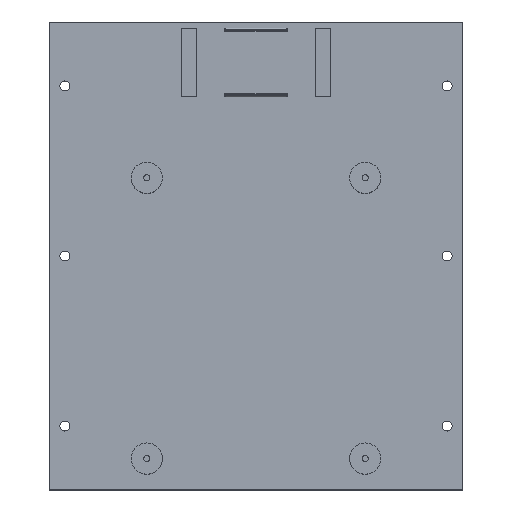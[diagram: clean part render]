
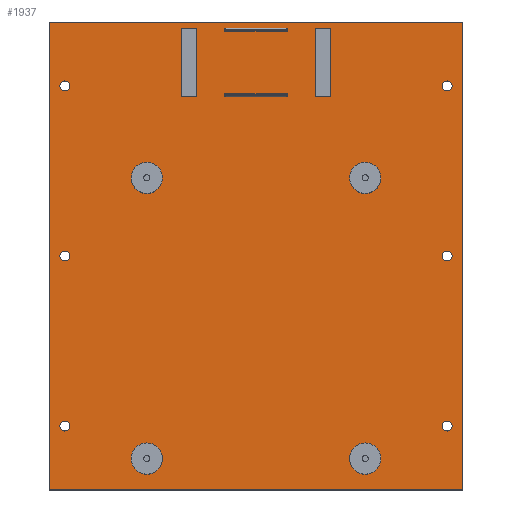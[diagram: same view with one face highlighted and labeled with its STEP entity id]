
A CAD part, top view. The second image highlights one B-rep face of the part: STEP entity #1937.
In plain terms, the highlighted planar face has unit normal (0, 0, 1).
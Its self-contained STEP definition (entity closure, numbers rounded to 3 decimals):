
#1838 = VERTEX_POINT('',#1839);
#1839 = CARTESIAN_POINT('',(56.25,-24.,3.));
#1856 = VERTEX_POINT('',#1857);
#1857 = CARTESIAN_POINT('',(56.25,-23.,3.));
#1863 = EDGE_CURVE('',#1838,#1856,#1864,.T.);
#1864 = LINE('',#1865,#1866);
#1865 = CARTESIAN_POINT('',(56.25,-24.,3.));
#1866 = VECTOR('',#1867,1.);
#1867 = DIRECTION('',(0.,1.,0.));
#1878 = VERTEX_POINT('',#1879);
#1879 = CARTESIAN_POINT('',(76.25,-24.,3.));
#1894 = EDGE_CURVE('',#1878,#1838,#1895,.T.);
#1895 = LINE('',#1896,#1897);
#1896 = CARTESIAN_POINT('',(76.25,-24.,3.));
#1897 = VECTOR('',#1898,1.);
#1898 = DIRECTION('',(-1.,0.,0.));
#1937 = ADVANCED_FACE('',(#1938,#1972,#1983,#1994,#2005,#2016,#2027,
    #2038,#2049,#2060,#2071,#2089,#2123),#2134,.T.);
#1938 = FACE_BOUND('',#1939,.T.);
#1939 = EDGE_LOOP('',(#1940,#1950,#1958,#1966));
#1940 = ORIENTED_EDGE('',*,*,#1941,.F.);
#1941 = EDGE_CURVE('',#1942,#1944,#1946,.T.);
#1942 = VERTEX_POINT('',#1943);
#1943 = CARTESIAN_POINT('',(0.,0.,3.));
#1944 = VERTEX_POINT('',#1945);
#1945 = CARTESIAN_POINT('',(132.5,0.,3.));
#1946 = LINE('',#1947,#1948);
#1947 = CARTESIAN_POINT('',(0.,0.,3.));
#1948 = VECTOR('',#1949,1.);
#1949 = DIRECTION('',(1.,0.,0.));
#1950 = ORIENTED_EDGE('',*,*,#1951,.F.);
#1951 = EDGE_CURVE('',#1952,#1942,#1954,.T.);
#1952 = VERTEX_POINT('',#1953);
#1953 = CARTESIAN_POINT('',(0.,-150.,3.));
#1954 = LINE('',#1955,#1956);
#1955 = CARTESIAN_POINT('',(0.,-150.,3.));
#1956 = VECTOR('',#1957,1.);
#1957 = DIRECTION('',(0.,1.,0.));
#1958 = ORIENTED_EDGE('',*,*,#1959,.F.);
#1959 = EDGE_CURVE('',#1960,#1952,#1962,.T.);
#1960 = VERTEX_POINT('',#1961);
#1961 = CARTESIAN_POINT('',(132.5,-150.,3.));
#1962 = LINE('',#1963,#1964);
#1963 = CARTESIAN_POINT('',(132.5,-150.,3.));
#1964 = VECTOR('',#1965,1.);
#1965 = DIRECTION('',(-1.,0.,0.));
#1966 = ORIENTED_EDGE('',*,*,#1967,.F.);
#1967 = EDGE_CURVE('',#1944,#1960,#1968,.T.);
#1968 = LINE('',#1969,#1970);
#1969 = CARTESIAN_POINT('',(132.5,0.,3.));
#1970 = VECTOR('',#1971,1.);
#1971 = DIRECTION('',(0.,-1.,0.));
#1972 = FACE_BOUND('',#1973,.T.);
#1973 = EDGE_LOOP('',(#1974));
#1974 = ORIENTED_EDGE('',*,*,#1975,.F.);
#1975 = EDGE_CURVE('',#1976,#1976,#1978,.T.);
#1976 = VERTEX_POINT('',#1977);
#1977 = CARTESIAN_POINT('',(6.6,-129.5,3.));
#1978 = CIRCLE('',#1979,1.6);
#1979 = AXIS2_PLACEMENT_3D('',#1980,#1981,#1982);
#1980 = CARTESIAN_POINT('',(5.,-129.5,3.));
#1981 = DIRECTION('',(0.,0.,1.));
#1982 = DIRECTION('',(1.,0.,0.));
#1983 = FACE_BOUND('',#1984,.T.);
#1984 = EDGE_LOOP('',(#1985));
#1985 = ORIENTED_EDGE('',*,*,#1986,.F.);
#1986 = EDGE_CURVE('',#1987,#1987,#1989,.T.);
#1987 = VERTEX_POINT('',#1988);
#1988 = CARTESIAN_POINT('',(36.25,-140.,3.));
#1989 = CIRCLE('',#1990,5.);
#1990 = AXIS2_PLACEMENT_3D('',#1991,#1992,#1993);
#1991 = CARTESIAN_POINT('',(31.25,-140.,3.));
#1992 = DIRECTION('',(0.,0.,1.));
#1993 = DIRECTION('',(1.,0.,0.));
#1994 = FACE_BOUND('',#1995,.T.);
#1995 = EDGE_LOOP('',(#1996));
#1996 = ORIENTED_EDGE('',*,*,#1997,.F.);
#1997 = EDGE_CURVE('',#1998,#1998,#2000,.T.);
#1998 = VERTEX_POINT('',#1999);
#1999 = CARTESIAN_POINT('',(6.6,-75.,3.));
#2000 = CIRCLE('',#2001,1.6);
#2001 = AXIS2_PLACEMENT_3D('',#2002,#2003,#2004);
#2002 = CARTESIAN_POINT('',(5.,-75.,3.));
#2003 = DIRECTION('',(0.,0.,1.));
#2004 = DIRECTION('',(1.,0.,0.));
#2005 = FACE_BOUND('',#2006,.T.);
#2006 = EDGE_LOOP('',(#2007));
#2007 = ORIENTED_EDGE('',*,*,#2008,.F.);
#2008 = EDGE_CURVE('',#2009,#2009,#2011,.T.);
#2009 = VERTEX_POINT('',#2010);
#2010 = CARTESIAN_POINT('',(106.25,-140.,3.));
#2011 = CIRCLE('',#2012,5.);
#2012 = AXIS2_PLACEMENT_3D('',#2013,#2014,#2015);
#2013 = CARTESIAN_POINT('',(101.25,-140.,3.));
#2014 = DIRECTION('',(0.,0.,1.));
#2015 = DIRECTION('',(1.,0.,0.));
#2016 = FACE_BOUND('',#2017,.T.);
#2017 = EDGE_LOOP('',(#2018));
#2018 = ORIENTED_EDGE('',*,*,#2019,.F.);
#2019 = EDGE_CURVE('',#2020,#2020,#2022,.T.);
#2020 = VERTEX_POINT('',#2021);
#2021 = CARTESIAN_POINT('',(129.1,-129.5,3.));
#2022 = CIRCLE('',#2023,1.6);
#2023 = AXIS2_PLACEMENT_3D('',#2024,#2025,#2026);
#2024 = CARTESIAN_POINT('',(127.5,-129.5,3.));
#2025 = DIRECTION('',(0.,0.,1.));
#2026 = DIRECTION('',(1.,0.,0.));
#2027 = FACE_BOUND('',#2028,.T.);
#2028 = EDGE_LOOP('',(#2029));
#2029 = ORIENTED_EDGE('',*,*,#2030,.F.);
#2030 = EDGE_CURVE('',#2031,#2031,#2033,.T.);
#2031 = VERTEX_POINT('',#2032);
#2032 = CARTESIAN_POINT('',(129.1,-75.,3.));
#2033 = CIRCLE('',#2034,1.6);
#2034 = AXIS2_PLACEMENT_3D('',#2035,#2036,#2037);
#2035 = CARTESIAN_POINT('',(127.5,-75.,3.));
#2036 = DIRECTION('',(0.,0.,1.));
#2037 = DIRECTION('',(1.,0.,0.));
#2038 = FACE_BOUND('',#2039,.T.);
#2039 = EDGE_LOOP('',(#2040));
#2040 = ORIENTED_EDGE('',*,*,#2041,.F.);
#2041 = EDGE_CURVE('',#2042,#2042,#2044,.T.);
#2042 = VERTEX_POINT('',#2043);
#2043 = CARTESIAN_POINT('',(36.25,-50.,3.));
#2044 = CIRCLE('',#2045,5.);
#2045 = AXIS2_PLACEMENT_3D('',#2046,#2047,#2048);
#2046 = CARTESIAN_POINT('',(31.25,-50.,3.));
#2047 = DIRECTION('',(0.,0.,1.));
#2048 = DIRECTION('',(1.,0.,0.));
#2049 = FACE_BOUND('',#2050,.T.);
#2050 = EDGE_LOOP('',(#2051));
#2051 = ORIENTED_EDGE('',*,*,#2052,.F.);
#2052 = EDGE_CURVE('',#2053,#2053,#2055,.T.);
#2053 = VERTEX_POINT('',#2054);
#2054 = CARTESIAN_POINT('',(6.6,-20.5,3.));
#2055 = CIRCLE('',#2056,1.6);
#2056 = AXIS2_PLACEMENT_3D('',#2057,#2058,#2059);
#2057 = CARTESIAN_POINT('',(5.,-20.5,3.));
#2058 = DIRECTION('',(0.,0.,1.));
#2059 = DIRECTION('',(1.,0.,0.));
#2060 = FACE_BOUND('',#2061,.T.);
#2061 = EDGE_LOOP('',(#2062));
#2062 = ORIENTED_EDGE('',*,*,#2063,.F.);
#2063 = EDGE_CURVE('',#2064,#2064,#2066,.T.);
#2064 = VERTEX_POINT('',#2065);
#2065 = CARTESIAN_POINT('',(106.25,-50.,3.));
#2066 = CIRCLE('',#2067,5.);
#2067 = AXIS2_PLACEMENT_3D('',#2068,#2069,#2070);
#2068 = CARTESIAN_POINT('',(101.25,-50.,3.));
#2069 = DIRECTION('',(0.,0.,1.));
#2070 = DIRECTION('',(1.,0.,0.));
#2071 = FACE_BOUND('',#2072,.T.);
#2072 = EDGE_LOOP('',(#2073,#2074,#2082,#2088));
#2073 = ORIENTED_EDGE('',*,*,#1863,.T.);
#2074 = ORIENTED_EDGE('',*,*,#2075,.T.);
#2075 = EDGE_CURVE('',#1856,#2076,#2078,.T.);
#2076 = VERTEX_POINT('',#2077);
#2077 = CARTESIAN_POINT('',(76.25,-23.,3.));
#2078 = LINE('',#2079,#2080);
#2079 = CARTESIAN_POINT('',(56.25,-23.,3.));
#2080 = VECTOR('',#2081,1.);
#2081 = DIRECTION('',(1.,0.,0.));
#2082 = ORIENTED_EDGE('',*,*,#2083,.T.);
#2083 = EDGE_CURVE('',#2076,#1878,#2084,.T.);
#2084 = LINE('',#2085,#2086);
#2085 = CARTESIAN_POINT('',(76.25,-23.,3.));
#2086 = VECTOR('',#2087,1.);
#2087 = DIRECTION('',(0.,-1.,0.));
#2088 = ORIENTED_EDGE('',*,*,#1894,.T.);
#2089 = FACE_BOUND('',#2090,.T.);
#2090 = EDGE_LOOP('',(#2091,#2101,#2109,#2117));
#2091 = ORIENTED_EDGE('',*,*,#2092,.T.);
#2092 = EDGE_CURVE('',#2093,#2095,#2097,.T.);
#2093 = VERTEX_POINT('',#2094);
#2094 = CARTESIAN_POINT('',(56.25,-3.,3.));
#2095 = VERTEX_POINT('',#2096);
#2096 = CARTESIAN_POINT('',(56.25,-2.,3.));
#2097 = LINE('',#2098,#2099);
#2098 = CARTESIAN_POINT('',(56.25,-3.,3.));
#2099 = VECTOR('',#2100,1.);
#2100 = DIRECTION('',(0.,1.,0.));
#2101 = ORIENTED_EDGE('',*,*,#2102,.T.);
#2102 = EDGE_CURVE('',#2095,#2103,#2105,.T.);
#2103 = VERTEX_POINT('',#2104);
#2104 = CARTESIAN_POINT('',(76.25,-2.,3.));
#2105 = LINE('',#2106,#2107);
#2106 = CARTESIAN_POINT('',(56.25,-2.,3.));
#2107 = VECTOR('',#2108,1.);
#2108 = DIRECTION('',(1.,0.,0.));
#2109 = ORIENTED_EDGE('',*,*,#2110,.T.);
#2110 = EDGE_CURVE('',#2103,#2111,#2113,.T.);
#2111 = VERTEX_POINT('',#2112);
#2112 = CARTESIAN_POINT('',(76.25,-3.,3.));
#2113 = LINE('',#2114,#2115);
#2114 = CARTESIAN_POINT('',(76.25,-2.,3.));
#2115 = VECTOR('',#2116,1.);
#2116 = DIRECTION('',(0.,-1.,0.));
#2117 = ORIENTED_EDGE('',*,*,#2118,.T.);
#2118 = EDGE_CURVE('',#2111,#2093,#2119,.T.);
#2119 = LINE('',#2120,#2121);
#2120 = CARTESIAN_POINT('',(76.25,-3.,3.));
#2121 = VECTOR('',#2122,1.);
#2122 = DIRECTION('',(-1.,0.,0.));
#2123 = FACE_BOUND('',#2124,.T.);
#2124 = EDGE_LOOP('',(#2125));
#2125 = ORIENTED_EDGE('',*,*,#2126,.F.);
#2126 = EDGE_CURVE('',#2127,#2127,#2129,.T.);
#2127 = VERTEX_POINT('',#2128);
#2128 = CARTESIAN_POINT('',(129.1,-20.5,3.));
#2129 = CIRCLE('',#2130,1.6);
#2130 = AXIS2_PLACEMENT_3D('',#2131,#2132,#2133);
#2131 = CARTESIAN_POINT('',(127.5,-20.5,3.));
#2132 = DIRECTION('',(0.,0.,1.));
#2133 = DIRECTION('',(1.,0.,0.));
#2134 = PLANE('',#2135);
#2135 = AXIS2_PLACEMENT_3D('',#2136,#2137,#2138);
#2136 = CARTESIAN_POINT('',(66.25,-75.,3.));
#2137 = DIRECTION('',(0.,0.,1.));
#2138 = DIRECTION('',(1.,0.,0.));
